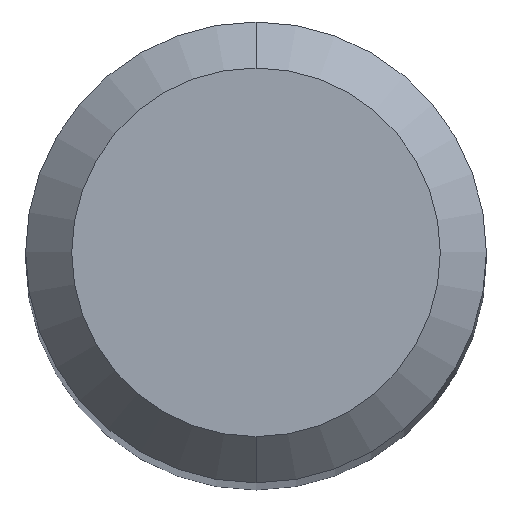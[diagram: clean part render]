
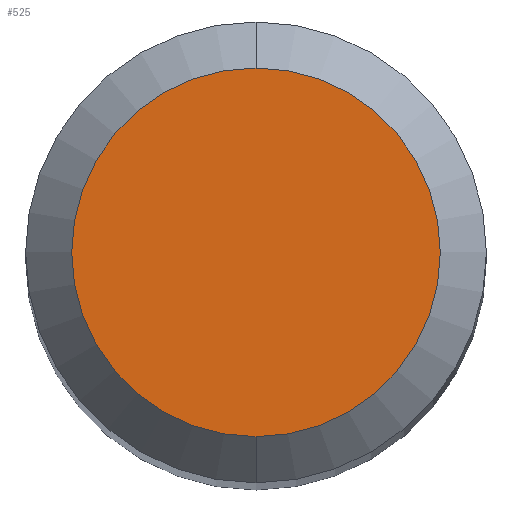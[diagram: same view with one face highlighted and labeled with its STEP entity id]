
A CAD part, top view. The second image highlights one B-rep face of the part: STEP entity #525.
In plain terms, the highlighted planar face has unit normal (0, 0, 1).
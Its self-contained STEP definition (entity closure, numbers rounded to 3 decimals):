
#371=EDGE_CURVE('',#689,#471,#942,.T.);
#471=VERTEX_POINT('',#1055);
#525=ADVANCED_FACE('',(#1112),#1113,.T.);
#685=EDGE_CURVE('',#471,#689,#1286,.T.);
#689=VERTEX_POINT('',#1290);
#942=CIRCLE('',#1648,1.2);
#1055=CARTESIAN_POINT('',(0.,-1.2,0.0));
#1112=FACE_OUTER_BOUND('',#2246,.T.);
#1113=PLANE('',#2247);
#1286=CIRCLE('',#2949,1.2);
#1290=CARTESIAN_POINT('',(0.0,1.2,0.0));
#1648=AXIS2_PLACEMENT_3D('',#3999,#4000,#4001);
#2246=EDGE_LOOP('',(#4209,#4210));
#2247=AXIS2_PLACEMENT_3D('',#4211,#4212,#4213);
#2949=AXIS2_PLACEMENT_3D('',#4393,#4394,#4395);
#3999=CARTESIAN_POINT('',(0.0,0.0,0.0));
#4000=DIRECTION('',(0.0,0.0,-1.0));
#4001=DIRECTION('',(0.0,1.0,0.0));
#4209=ORIENTED_EDGE('',*,*,#371,.F.);
#4210=ORIENTED_EDGE('',*,*,#685,.F.);
#4211=CARTESIAN_POINT('',(0.0,0.6,0.0));
#4212=DIRECTION('',(-0.0,0.0,1.0));
#4213=DIRECTION('',(0.0,-1.0,0.0));
#4393=CARTESIAN_POINT('',(0.0,0.0,0.0));
#4394=DIRECTION('',(0.0,0.0,-1.0));
#4395=DIRECTION('',(0.0,1.0,0.0));
